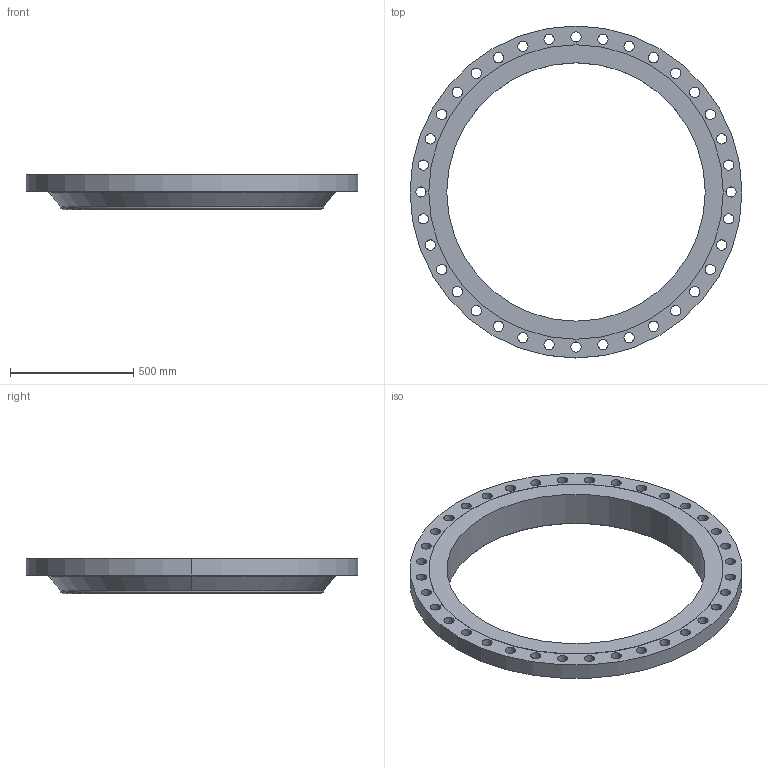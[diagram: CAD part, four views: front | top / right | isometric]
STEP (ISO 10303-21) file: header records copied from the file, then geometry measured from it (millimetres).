
FILE_DESCRIPTION (( 'STEP AP203' ), '1' );
FILE_NAME ('42_CL125_B161_RF_WNF_OB_STD.STEP', '2024-01-18T07:53:05', ( '' ), ( '' ), 'SwSTEP 2.0', 'SolidWorks 2023', '' );
FILE_SCHEMA (( 'CONFIG_CONTROL_DESIGN' ));
Length unit declared in the file: inch
Products named in the file (1): 42_CL125_B161_RF_WNF_OB_STD
Bounding box: 1346.2 x 1346.2 x 144.46 mm (x, y, z)
Volume: 42542767.2 mm3; surface area: 2233431.6 mm2
Topology: 1 solids, 1 shells, 90 faces, 252 edges, 166 vertices
Faces by surface type: cylinder 80, cone 4, plane 4, torus 2
Entity records: 3223 total; most frequent: DIRECTION 602, CARTESIAN_POINT 509, ORIENTED_EDGE 504, AXIS2_PLACEMENT_3D 259, EDGE_CURVE 252, CIRCLE 168, VERTEX_POINT 166, EDGE_LOOP 166
